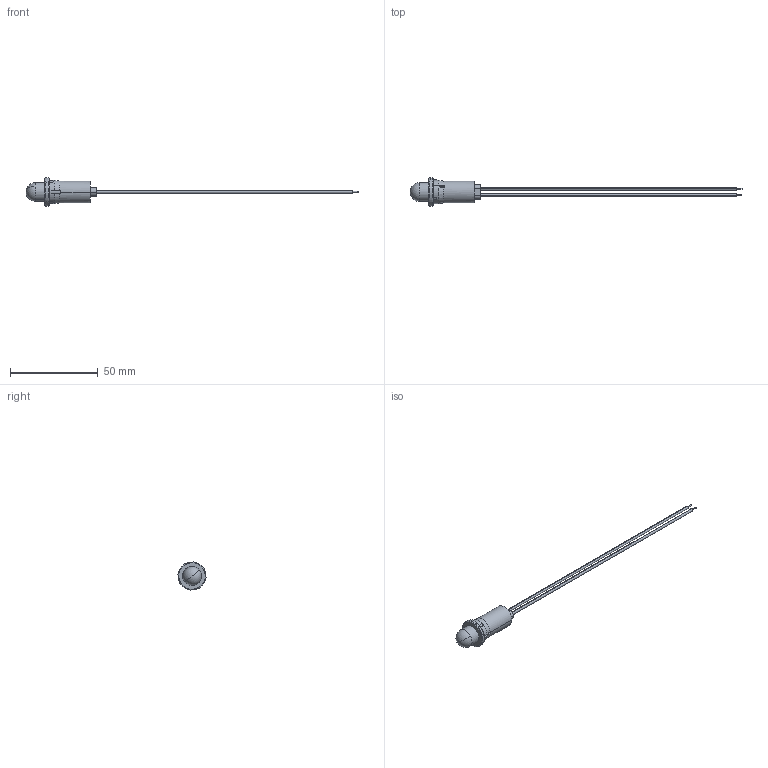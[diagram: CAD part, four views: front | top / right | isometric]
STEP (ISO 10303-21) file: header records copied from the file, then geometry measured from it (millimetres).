
FILE_DESCRIPTION (( 'STEP AP214' ), '1' );
FILE_NAME ('32R-22.STEP', '2019-05-14T20:17:01', ( 'user' ), ( 'Microsoft' ), 'SwSTEP 2.0', 'SolidWorks 2018', '' );
FILE_SCHEMA (( 'AUTOMOTIVE_DESIGN' ));
Length unit declared in the file: foot
Products named in the file (5): _20 AWG Solid Wire_06"; 92000110XX - P102145 Rev M; -941-098-XXX; 91016402xx; 32R-22
Assembly tree (5 placements, depth 2):
  32R-22
    91016402xx
    -941-098-XXX
    92000110XX - P102145 Rev M
    _20 AWG Solid Wire_06"  x2
Bounding box: 189.13 x 15.96 x 15.96 mm (x, y, z)
Volume: 2358.8 mm3; surface area: 5677.9 mm2
Topology: 5 solids, 5 shells, 285 faces, 727 edges, 467 vertices
Faces by surface type: cylinder 132, plane 79, torus 44, sphere 16, cone 14
Entity records: 9173 total; most frequent: CARTESIAN_POINT 2152, DIRECTION 1457, ORIENTED_EDGE 1396, EDGE_CURVE 698, AXIS2_PLACEMENT_3D 614, VERTEX_POINT 448, CIRCLE 333, EDGE_LOOP 294
